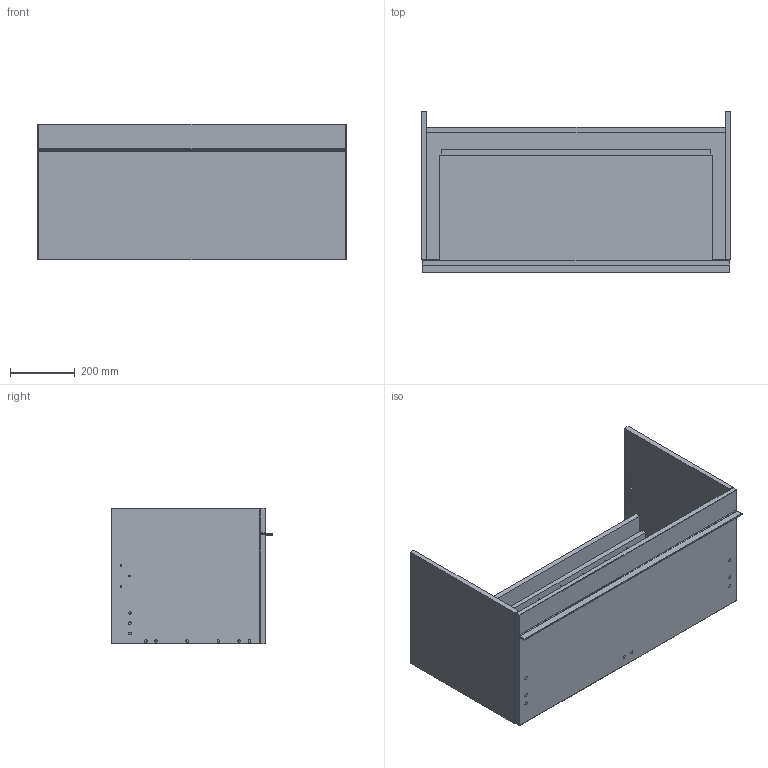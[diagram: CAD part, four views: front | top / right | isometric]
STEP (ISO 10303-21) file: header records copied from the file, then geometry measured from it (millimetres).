
FILE_DESCRIPTION((' '),'2;1');
FILE_NAME('A935.stp','2022-05-18T07:42:21',(' '),(' '),' ','ACIS',' ');
FILE_SCHEMA(('CONFIG_CONTROL_DESIGN'));
Length unit declared in the file: millimetre
Products named in the file (10): A935.stp; Körper1; Körper2; Körper3; Körper4; Körper5; Körper6; Körper7; Körper8; Körper9
Assembly tree (9 placements, depth 2):
  A935.stp
    Körper1
    Körper2
    Körper3
    Körper4
    Körper5
    Körper6
    Körper7
    Körper8
    Körper9
Bounding box: 953 x 499.5 x 420 mm (x, y, z)
Volume: 25600008.4 mm3; surface area: 3612776.9 mm2
Topology: 9 solids, 9 shells, 393 faces, 769 edges, 506 vertices
Faces by surface type: plane 248, cylinder 145
Full cylindrical faces by diameter (mm): 3 x50, 5 x15, 8 x18, 8.02 x18, 10 x10
Entity records: 10949 total; most frequent: DIRECTION 1778, CARTESIAN_POINT 1576, ORIENTED_EDGE 1316, AXIS2_PLACEMENT_3D 708, EDGE_CURVE 658, EDGE_LOOP 618, VERTEX_POINT 506, FACE_OUTER_BOUND 393
